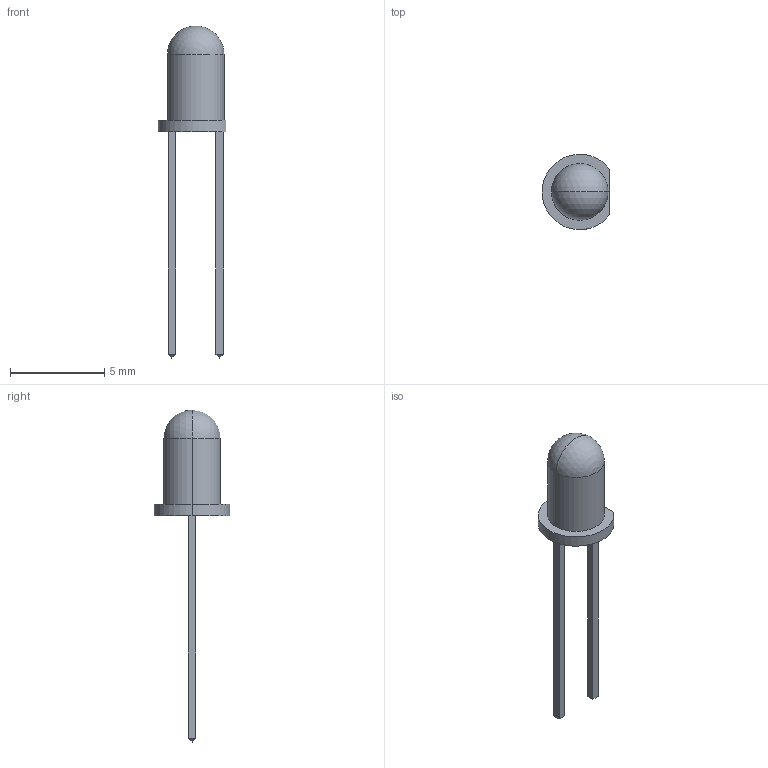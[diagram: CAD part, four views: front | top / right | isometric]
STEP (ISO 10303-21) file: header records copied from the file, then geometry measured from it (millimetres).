
FILE_DESCRIPTION (( 'STEP AP214' ), '1' );
FILE_NAME ('LED-3_17.STEP', '2015-08-20T14:15:30', ( '微软用户' ), ( '微软中国' ), 'SwSTEP 2.0', 'SolidWorks 2011', '' );
FILE_SCHEMA (( 'AUTOMOTIVE_DESIGN' ));
Length unit declared in the file: millimetre
Products named in the file (1): LED-3_17
Bounding box: 3.6 x 3.99 x 17.6 mm (x, y, z)
Volume: 42.8 mm3; surface area: 109.2 mm2
Topology: 1 solids, 1 shells, 25 faces, 53 edges, 31 vertices
Faces by surface type: plane 19, cylinder 4, sphere 2
Entity records: 934 total; most frequent: DIRECTION 111, CARTESIAN_POINT 104, ORIENTED_EDGE 98, EDGE_CURVE 49, VECTOR 39, LINE 39, AXIS2_PLACEMENT_3D 36, VERTEX_POINT 29
